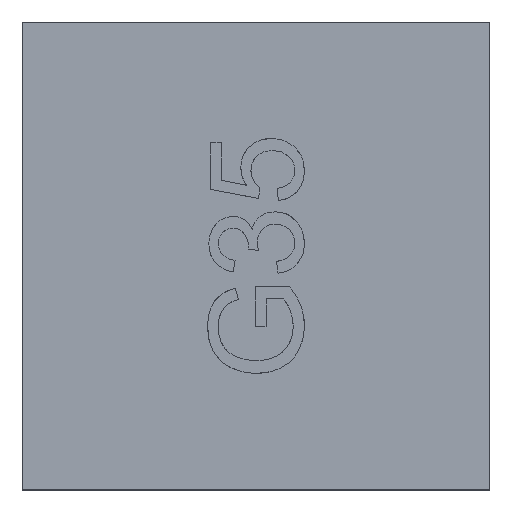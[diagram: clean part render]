
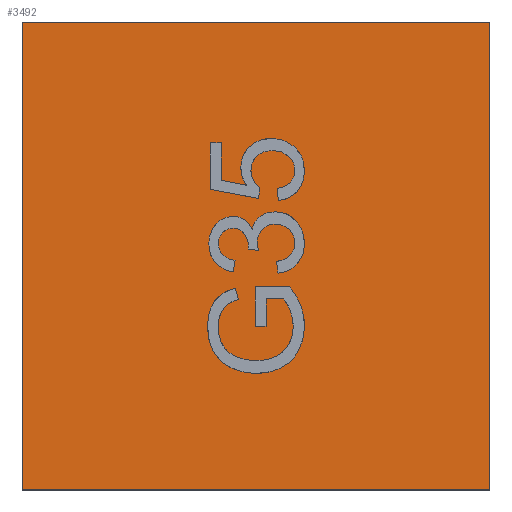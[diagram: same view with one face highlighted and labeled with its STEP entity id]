
A CAD part, top view. The second image highlights one B-rep face of the part: STEP entity #3492.
In plain terms, the highlighted planar face has unit normal (0, 0, 1).
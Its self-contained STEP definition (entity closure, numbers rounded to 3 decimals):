
#263=FACE_OUTER_BOUND('',#454,.T.);
#454=EDGE_LOOP('',(#2527,#2528,#2529,#2530));
#725=LINE('',#4687,#1122);
#727=LINE('',#4691,#1124);
#729=LINE('',#4695,#1126);
#731=LINE('',#4698,#1128);
#1122=VECTOR('',#3993,10.);
#1124=VECTOR('',#3997,10.);
#1126=VECTOR('',#4001,10.);
#1128=VECTOR('',#4005,10.);
#1478=VERTEX_POINT('',#4684);
#1479=VERTEX_POINT('',#4686);
#1480=VERTEX_POINT('',#4690);
#1481=VERTEX_POINT('',#4694);
#1865=EDGE_CURVE('',#1479,#1478,#725,.T.);
#1867=EDGE_CURVE('',#1480,#1479,#727,.T.);
#1869=EDGE_CURVE('',#1481,#1480,#729,.T.);
#1871=EDGE_CURVE('',#1478,#1481,#731,.T.);
#2527=ORIENTED_EDGE('',*,*,#1871,.T.);
#2528=ORIENTED_EDGE('',*,*,#1869,.T.);
#2529=ORIENTED_EDGE('',*,*,#1867,.T.);
#2530=ORIENTED_EDGE('',*,*,#1865,.T.);
#3366=PLANE('',#3701);
#3492=ADVANCED_FACE('',(#263),#3366,.T.);
#3701=AXIS2_PLACEMENT_3D('',#4699,#4006,#4007);
#3993=DIRECTION('',(0.,-1.,0.));
#3997=DIRECTION('',(-1.,0.,0.));
#4001=DIRECTION('',(0.,1.,0.));
#4005=DIRECTION('',(1.,0.,0.));
#4006=DIRECTION('center_axis',(0.,0.,1.));
#4007=DIRECTION('ref_axis',(1.,0.,0.));
#4684=CARTESIAN_POINT('',(-1.5,-1.5,0.8));
#4686=CARTESIAN_POINT('',(-1.5,1.5,0.8));
#4687=CARTESIAN_POINT('',(-1.5,-1.5,0.8));
#4690=CARTESIAN_POINT('',(1.5,1.5,0.8));
#4691=CARTESIAN_POINT('',(-1.5,1.5,0.8));
#4694=CARTESIAN_POINT('',(1.5,-1.5,0.8));
#4695=CARTESIAN_POINT('',(1.5,1.5,0.8));
#4698=CARTESIAN_POINT('',(1.5,-1.5,0.8));
#4699=CARTESIAN_POINT('Origin',(0.,0.,0.8));
